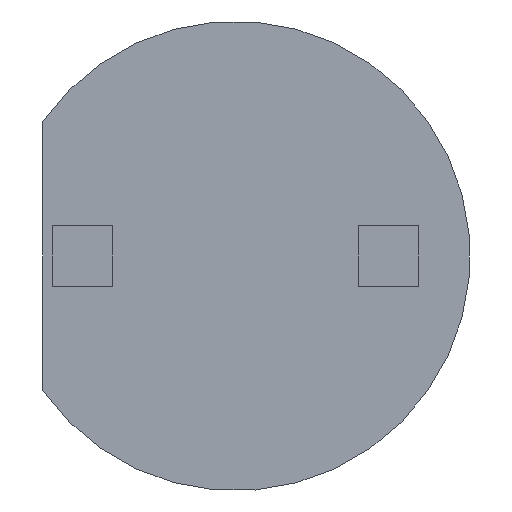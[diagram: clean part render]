
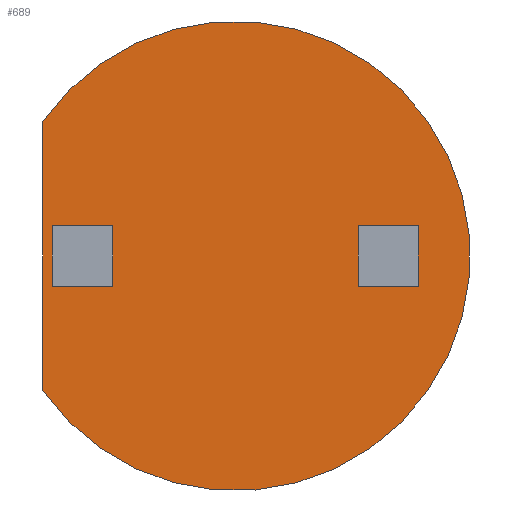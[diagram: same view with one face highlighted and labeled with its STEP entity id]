
A CAD part, front view. The second image highlights one B-rep face of the part: STEP entity #689.
In plain terms, the highlighted planar face has unit normal (0, -1, 0).
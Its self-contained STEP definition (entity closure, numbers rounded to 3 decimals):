
#8 = DIRECTION ( 'NONE',  ( -1., 0., 0. ) ) ;
#13 = ORIENTED_EDGE ( 'NONE', *, *, #579, .F. ) ;
#16 = CARTESIAN_POINT ( 'NONE',  ( 1.02, 0., -0.25 ) ) ;
#31 = VERTEX_POINT ( 'NONE', #167 ) ;
#33 = CARTESIAN_POINT ( 'NONE',  ( -1.6, 0., 1.115 ) ) ;
#44 = VERTEX_POINT ( 'NONE', #230 ) ;
#48 = CARTESIAN_POINT ( 'NONE',  ( -1.02, 0., 0.25 ) ) ;
#59 = VERTEX_POINT ( 'NONE', #393 ) ;
#76 = CARTESIAN_POINT ( 'NONE',  ( 1.52, 0., -0.25 ) ) ;
#89 = VECTOR ( 'NONE', #364, 1000. ) ;
#92 = EDGE_CURVE ( 'NONE', #116, #550, #196, .T. ) ;
#105 = VECTOR ( 'NONE', #403, 1000. ) ;
#116 = VERTEX_POINT ( 'NONE', #354 ) ;
#130 = CARTESIAN_POINT ( 'NONE',  ( 1.52, 0., -0.25 ) ) ;
#133 = CARTESIAN_POINT ( 'NONE',  ( 1.02, 0., -0.25 ) ) ;
#134 = LINE ( 'NONE', #130, #414 ) ;
#137 = CARTESIAN_POINT ( 'NONE',  ( -1.52, 0., 0.25 ) ) ;
#149 = CARTESIAN_POINT ( 'NONE',  ( -1.52, 0., -0.25 ) ) ;
#167 = CARTESIAN_POINT ( 'NONE',  ( -1.6, 0., -1.115 ) ) ;
#177 = LINE ( 'NONE', #607, #105 ) ;
#184 = DIRECTION ( 'NONE',  ( 0., 0., 1. ) ) ;
#196 = LINE ( 'NONE', #677, #371 ) ;
#213 = EDGE_CURVE ( 'NONE', #550, #352, #454, .T. ) ;
#215 = DIRECTION ( 'NONE',  ( -1., 0., 0. ) ) ;
#218 = EDGE_LOOP ( 'NONE', ( #384, #373, #615, #264 ) ) ;
#230 = CARTESIAN_POINT ( 'NONE',  ( 1.02, 0., -0.25 ) ) ;
#238 = VERTEX_POINT ( 'NONE', #76 ) ;
#249 = EDGE_CURVE ( 'NONE', #59, #44, #795, .T. ) ;
#254 = EDGE_CURVE ( 'NONE', #238, #314, #134, .T. ) ;
#264 = ORIENTED_EDGE ( 'NONE', *, *, #385, .F. ) ;
#304 = CARTESIAN_POINT ( 'NONE',  ( 1.02, 0., 0.25 ) ) ;
#311 = DIRECTION ( 'NONE',  ( 1., 0., 0. ) ) ;
#314 = VERTEX_POINT ( 'NONE', #628 ) ;
#343 = EDGE_LOOP ( 'NONE', ( #13, #417 ) ) ;
#352 = VERTEX_POINT ( 'NONE', #137 ) ;
#354 = CARTESIAN_POINT ( 'NONE',  ( -1.02, 0., -0.25 ) ) ;
#359 = EDGE_LOOP ( 'NONE', ( #510, #425, #386, #445 ) ) ;
#364 = DIRECTION ( 'NONE',  ( 0., 0., -1. ) ) ;
#370 = DIRECTION ( 'NONE',  ( 0., 0., -1. ) ) ;
#371 = VECTOR ( 'NONE', #184, 1000. ) ;
#373 = ORIENTED_EDGE ( 'NONE', *, *, #92, .F. ) ;
#380 = LINE ( 'NONE', #505, #670 ) ;
#384 = ORIENTED_EDGE ( 'NONE', *, *, #213, .F. ) ;
#385 = EDGE_CURVE ( 'NONE', #352, #478, #680, .T. ) ;
#386 = ORIENTED_EDGE ( 'NONE', *, *, #693, .F. ) ;
#392 = FACE_OUTER_BOUND ( 'NONE', #343, .T. ) ;
#393 = CARTESIAN_POINT ( 'NONE',  ( 1.02, 0., 0.25 ) ) ;
#399 = EDGE_CURVE ( 'NONE', #314, #59, #566, .T. ) ;
#403 = DIRECTION ( 'NONE',  ( 0., 0., 1. ) ) ;
#404 = CIRCLE ( 'NONE', #729, 1.95 ) ;
#413 = FACE_BOUND ( 'NONE', #359, .T. ) ;
#414 = VECTOR ( 'NONE', #503, 1000. ) ;
#417 = ORIENTED_EDGE ( 'NONE', *, *, #594, .F. ) ;
#420 = DIRECTION ( 'NONE',  ( 1., 0., 0. ) ) ;
#425 = ORIENTED_EDGE ( 'NONE', *, *, #254, .F. ) ;
#426 = DIRECTION ( 'NONE',  ( 0., -1., 0. ) ) ;
#445 = ORIENTED_EDGE ( 'NONE', *, *, #249, .F. ) ;
#454 = LINE ( 'NONE', #500, #658 ) ;
#471 = CARTESIAN_POINT ( 'NONE',  ( 0., 0., 0. ) ) ;
#473 = AXIS2_PLACEMENT_3D ( 'NONE', #623, #426, #420 ) ;
#478 = VERTEX_POINT ( 'NONE', #149 ) ;
#484 = PLANE ( 'NONE',  #473 ) ;
#499 = VECTOR ( 'NONE', #618, 1000. ) ;
#500 = CARTESIAN_POINT ( 'NONE',  ( -1.52, 0., 0.25 ) ) ;
#503 = DIRECTION ( 'NONE',  ( 0., 0., 1. ) ) ;
#505 = CARTESIAN_POINT ( 'NONE',  ( -1.52, 0., -0.25 ) ) ;
#510 = ORIENTED_EDGE ( 'NONE', *, *, #399, .F. ) ;
#519 = FACE_BOUND ( 'NONE', #218, .T. ) ;
#531 = LINE ( 'NONE', #16, #499 ) ;
#550 = VERTEX_POINT ( 'NONE', #48 ) ;
#557 = VECTOR ( 'NONE', #370, 1000. ) ;
#566 = LINE ( 'NONE', #304, #678 ) ;
#579 = EDGE_CURVE ( 'NONE', #31, #797, #177, .T. ) ;
#594 = EDGE_CURVE ( 'NONE', #797, #31, #404, .T. ) ;
#607 = CARTESIAN_POINT ( 'NONE',  ( -1.6, 0., -2. ) ) ;
#615 = ORIENTED_EDGE ( 'NONE', *, *, #737, .F. ) ;
#618 = DIRECTION ( 'NONE',  ( 1., 0., 0. ) ) ;
#623 = CARTESIAN_POINT ( 'NONE',  ( 0., 0., 0. ) ) ;
#628 = CARTESIAN_POINT ( 'NONE',  ( 1.52, 0., 0.25 ) ) ;
#635 = DIRECTION ( 'NONE',  ( -1., 0., 0. ) ) ;
#658 = VECTOR ( 'NONE', #635, 1000. ) ;
#670 = VECTOR ( 'NONE', #311, 1000. ) ;
#677 = CARTESIAN_POINT ( 'NONE',  ( -1.02, 0., -0.25 ) ) ;
#678 = VECTOR ( 'NONE', #215, 1000. ) ;
#680 = LINE ( 'NONE', #684, #557 ) ;
#684 = CARTESIAN_POINT ( 'NONE',  ( -1.52, 0., -0.25 ) ) ;
#689 = ADVANCED_FACE ( 'NONE', ( #392, #519, #413 ), #484, .T. ) ;
#693 = EDGE_CURVE ( 'NONE', #44, #238, #531, .T. ) ;
#728 = DIRECTION ( 'NONE',  ( 0., 1., 0. ) ) ;
#729 = AXIS2_PLACEMENT_3D ( 'NONE', #471, #728, #8 ) ;
#737 = EDGE_CURVE ( 'NONE', #478, #116, #380, .T. ) ;
#795 = LINE ( 'NONE', #133, #89 ) ;
#797 = VERTEX_POINT ( 'NONE', #33 ) ;
